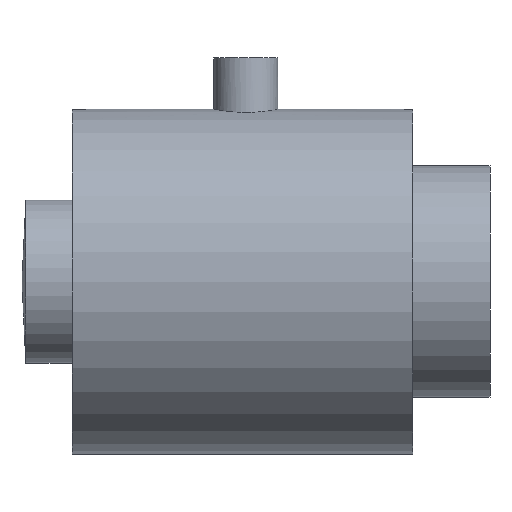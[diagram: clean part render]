
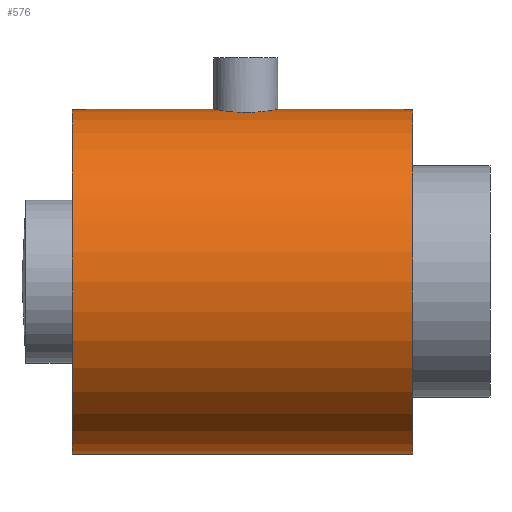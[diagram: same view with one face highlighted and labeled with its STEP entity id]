
A CAD part, left-side view. The second image highlights one B-rep face of the part: STEP entity #576.
In plain terms, the highlighted cylindrical face has radius 134 mm (diameter 268 mm), a full revolution.
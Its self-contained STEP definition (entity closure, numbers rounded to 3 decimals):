
#18=B_SPLINE_CURVE_WITH_KNOTS('',3,(#1038,#1039,#1040,#1041,#1042,#1043,
#1044,#1045,#1046,#1047,#1048,#1049,#1050,#1051,#1052,#1053,#1054,#1055,
#1056,#1057,#1058,#1059,#1060,#1061,#1062,#1063,#1064,#1065,#1066,#1067,
#1068,#1069,#1070,#1071),.UNSPECIFIED.,.F.,.F.,(4,2,2,2,2,2,2,2,2,2,2,2,
2,2,2,2,4),(0.,0.472,0.944,1.416,1.888,
2.36,2.832,3.304,3.776,4.248,
4.72,5.193,5.665,6.137,6.609,
7.081,7.553),.UNSPECIFIED.);
#19=B_SPLINE_CURVE_WITH_KNOTS('',3,(#1072,#1073,#1074,#1075,#1076,#1077,
#1078,#1079,#1080,#1081,#1082,#1083,#1084,#1085,#1086,#1087,#1088,#1089,
#1090,#1091,#1092,#1093,#1094,#1095,#1096,#1097,#1098,#1099,#1100,#1101,
#1102,#1103,#1104,#1105),.UNSPECIFIED.,.F.,.F.,(4,2,2,2,2,2,2,2,2,2,2,2,
2,2,2,2,4),(7.553,8.025,8.497,8.969,
9.441,9.913,10.385,10.857,11.329,
11.801,12.273,12.745,13.217,13.689,
14.161,14.634,15.106),.UNSPECIFIED.);
#37=FACE_BOUND('',#143,.T.);
#97=FACE_OUTER_BOUND('',#142,.T.);
#142=EDGE_LOOP('',(#520,#521,#522,#523));
#143=EDGE_LOOP('',(#524,#525));
#193=LINE('',#1122,#240);
#240=VECTOR('',#812,134.);
#260=CIRCLE('',#646,134.);
#262=CIRCLE('',#649,134.);
#306=VERTEX_POINT('',#1035);
#307=VERTEX_POINT('',#1037);
#310=VERTEX_POINT('',#1115);
#312=VERTEX_POINT('',#1120);
#376=EDGE_CURVE('',#307,#306,#18,.T.);
#377=EDGE_CURVE('',#306,#307,#19,.T.);
#381=EDGE_CURVE('',#310,#310,#260,.T.);
#383=EDGE_CURVE('',#312,#312,#262,.T.);
#384=EDGE_CURVE('',#312,#310,#193,.T.);
#520=ORIENTED_EDGE('',*,*,#383,.F.);
#521=ORIENTED_EDGE('',*,*,#384,.T.);
#522=ORIENTED_EDGE('',*,*,#381,.T.);
#523=ORIENTED_EDGE('',*,*,#384,.F.);
#524=ORIENTED_EDGE('',*,*,#376,.T.);
#525=ORIENTED_EDGE('',*,*,#377,.T.);
#541=CYLINDRICAL_SURFACE('',#648,134.);
#576=ADVANCED_FACE('',(#97,#37),#541,.T.);
#646=AXIS2_PLACEMENT_3D('',#1116,#804,#805);
#648=AXIS2_PLACEMENT_3D('',#1119,#808,#809);
#649=AXIS2_PLACEMENT_3D('',#1121,#810,#811);
#804=DIRECTION('center_axis',(0.,1.,0.));
#805=DIRECTION('ref_axis',(-1.,0.,0.));
#808=DIRECTION('center_axis',(0.,1.,0.));
#809=DIRECTION('ref_axis',(-1.,0.,0.));
#810=DIRECTION('center_axis',(0.,1.,0.));
#811=DIRECTION('ref_axis',(-1.,0.,0.));
#812=DIRECTION('',(0.,-1.,0.));
#1035=CARTESIAN_POINT('',(-25.,190.,131.647));
#1037=CARTESIAN_POINT('',(25.,190.,131.647));
#1038=CARTESIAN_POINT('Ctrl Pts',(25.,190.,131.647));
#1039=CARTESIAN_POINT('Ctrl Pts',(25.,188.426,131.647));
#1040=CARTESIAN_POINT('Ctrl Pts',(24.849,186.8,131.676));
#1041=CARTESIAN_POINT('Ctrl Pts',(24.215,183.568,131.794));
#1042=CARTESIAN_POINT('Ctrl Pts',(23.731,181.962,131.883));
#1043=CARTESIAN_POINT('Ctrl Pts',(22.454,178.883,132.107));
#1044=CARTESIAN_POINT('Ctrl Pts',(21.66,177.408,132.241));
#1045=CARTESIAN_POINT('Ctrl Pts',(19.826,174.682,132.529));
#1046=CARTESIAN_POINT('Ctrl Pts',(18.785,173.43,132.681));
#1047=CARTESIAN_POINT('Ctrl Pts',(16.57,171.215,132.976));
#1048=CARTESIAN_POINT('Ctrl Pts',(15.318,170.175,133.129));
#1049=CARTESIAN_POINT('Ctrl Pts',(12.592,168.34,133.414));
#1050=CARTESIAN_POINT('Ctrl Pts',(11.117,167.546,133.547));
#1051=CARTESIAN_POINT('Ctrl Pts',(8.038,166.269,133.768));
#1052=CARTESIAN_POINT('Ctrl Pts',(6.432,165.785,133.855));
#1053=CARTESIAN_POINT('Ctrl Pts',(3.2,165.151,133.972));
#1054=CARTESIAN_POINT('Ctrl Pts',(1.573,165.,134.));
#1055=CARTESIAN_POINT('Ctrl Pts',(-1.573,165.,134.));
#1056=CARTESIAN_POINT('Ctrl Pts',(-3.2,165.151,133.972));
#1057=CARTESIAN_POINT('Ctrl Pts',(-6.432,165.785,133.855));
#1058=CARTESIAN_POINT('Ctrl Pts',(-8.038,166.269,133.768));
#1059=CARTESIAN_POINT('Ctrl Pts',(-11.117,167.546,133.547));
#1060=CARTESIAN_POINT('Ctrl Pts',(-12.592,168.34,133.414));
#1061=CARTESIAN_POINT('Ctrl Pts',(-15.318,170.175,133.129));
#1062=CARTESIAN_POINT('Ctrl Pts',(-16.57,171.215,132.976));
#1063=CARTESIAN_POINT('Ctrl Pts',(-18.785,173.43,132.681));
#1064=CARTESIAN_POINT('Ctrl Pts',(-19.826,174.682,132.529));
#1065=CARTESIAN_POINT('Ctrl Pts',(-21.66,177.408,132.241));
#1066=CARTESIAN_POINT('Ctrl Pts',(-22.454,178.883,132.107));
#1067=CARTESIAN_POINT('Ctrl Pts',(-23.731,181.962,131.883));
#1068=CARTESIAN_POINT('Ctrl Pts',(-24.215,183.568,131.794));
#1069=CARTESIAN_POINT('Ctrl Pts',(-24.849,186.8,131.676));
#1070=CARTESIAN_POINT('Ctrl Pts',(-25.,188.426,131.647));
#1071=CARTESIAN_POINT('Ctrl Pts',(-25.,190.,131.647));
#1072=CARTESIAN_POINT('Ctrl Pts',(-25.,190.,131.647));
#1073=CARTESIAN_POINT('Ctrl Pts',(-25.,191.574,131.647));
#1074=CARTESIAN_POINT('Ctrl Pts',(-24.849,193.2,131.676));
#1075=CARTESIAN_POINT('Ctrl Pts',(-24.215,196.432,131.794));
#1076=CARTESIAN_POINT('Ctrl Pts',(-23.731,198.038,131.883));
#1077=CARTESIAN_POINT('Ctrl Pts',(-22.454,201.117,132.107));
#1078=CARTESIAN_POINT('Ctrl Pts',(-21.66,202.592,132.241));
#1079=CARTESIAN_POINT('Ctrl Pts',(-19.826,205.318,132.529));
#1080=CARTESIAN_POINT('Ctrl Pts',(-18.785,206.57,132.681));
#1081=CARTESIAN_POINT('Ctrl Pts',(-16.57,208.785,132.976));
#1082=CARTESIAN_POINT('Ctrl Pts',(-15.318,209.825,133.129));
#1083=CARTESIAN_POINT('Ctrl Pts',(-12.592,211.66,133.414));
#1084=CARTESIAN_POINT('Ctrl Pts',(-11.117,212.454,133.547));
#1085=CARTESIAN_POINT('Ctrl Pts',(-8.038,213.731,133.768));
#1086=CARTESIAN_POINT('Ctrl Pts',(-6.432,214.215,133.855));
#1087=CARTESIAN_POINT('Ctrl Pts',(-3.2,214.849,133.972));
#1088=CARTESIAN_POINT('Ctrl Pts',(-1.573,215.,134.));
#1089=CARTESIAN_POINT('Ctrl Pts',(1.573,215.,134.));
#1090=CARTESIAN_POINT('Ctrl Pts',(3.2,214.849,133.972));
#1091=CARTESIAN_POINT('Ctrl Pts',(6.432,214.215,133.855));
#1092=CARTESIAN_POINT('Ctrl Pts',(8.038,213.731,133.768));
#1093=CARTESIAN_POINT('Ctrl Pts',(11.117,212.454,133.547));
#1094=CARTESIAN_POINT('Ctrl Pts',(12.592,211.66,133.414));
#1095=CARTESIAN_POINT('Ctrl Pts',(15.318,209.825,133.129));
#1096=CARTESIAN_POINT('Ctrl Pts',(16.57,208.785,132.976));
#1097=CARTESIAN_POINT('Ctrl Pts',(18.785,206.57,132.681));
#1098=CARTESIAN_POINT('Ctrl Pts',(19.826,205.318,132.529));
#1099=CARTESIAN_POINT('Ctrl Pts',(21.66,202.592,132.241));
#1100=CARTESIAN_POINT('Ctrl Pts',(22.454,201.117,132.107));
#1101=CARTESIAN_POINT('Ctrl Pts',(23.731,198.038,131.883));
#1102=CARTESIAN_POINT('Ctrl Pts',(24.215,196.432,131.794));
#1103=CARTESIAN_POINT('Ctrl Pts',(24.849,193.2,131.676));
#1104=CARTESIAN_POINT('Ctrl Pts',(25.,191.574,131.647));
#1105=CARTESIAN_POINT('Ctrl Pts',(25.,190.,131.647));
#1115=CARTESIAN_POINT('',(134.,60.,0.));
#1116=CARTESIAN_POINT('Origin',(0.,60.,0.));
#1119=CARTESIAN_POINT('Origin',(0.,60.,0.));
#1120=CARTESIAN_POINT('',(134.,325.,0.));
#1121=CARTESIAN_POINT('Origin',(0.,325.,0.));
#1122=CARTESIAN_POINT('',(134.,60.,0.));
